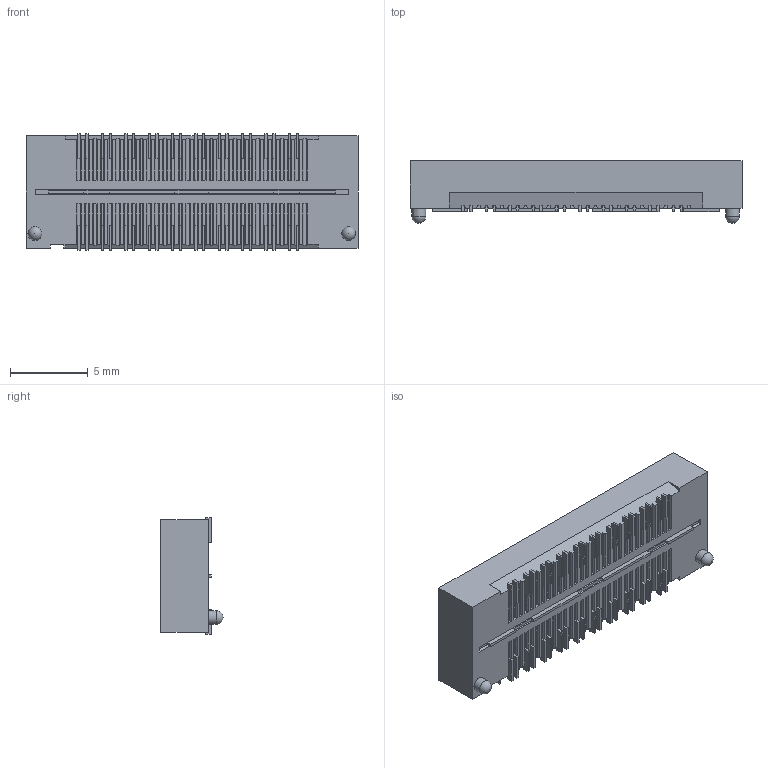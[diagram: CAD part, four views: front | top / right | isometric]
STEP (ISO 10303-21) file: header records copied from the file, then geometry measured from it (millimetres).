
FILE_DESCRIPTION(/* description */ ('STEP AP214'),/* implementation_level */ '2;1');
FILE_NAME(/* name */ 'QSH-020-01-L-D-DP-A',/* time_stamp */ '2024-04-10T02:16:47+02:00',/* author */ ('License CC BY-ND 4.0'),/* organization */ ('CADENAS'),/* preprocessor_version */ 'ST-DEVELOPER v19.3',/* originating_system */ 'PARTsolutions',/* authorisation */ ' ');
FILE_SCHEMA (('AUTOMOTIVE_DESIGN {1 0 10303 214 3 1 1}'));
Length unit declared in the file: inch
Products named in the file (4): QSH-020-01-L-D-DP-A; TQSH-020-01-D-DP-A_terminal; T-1G2-01-020; C-126-21-020-D-DP
Assembly tree (3 placements, depth 2):
  QSH-020-01-L-D-DP-A
    TQSH-020-01-D-DP-A_terminal
    T-1G2-01-020
    C-126-21-020-D-DP
Bounding box: 21.31 x 4 x 7.49 mm (x, y, z)
Volume: 286.3 mm3; surface area: 1465.7 mm2
Topology: 3 solids, 3 shells, 1472 faces, 4385 edges, 2924 vertices
Faces by surface type: plane 1300, cylinder 170, sphere 2
Full cylindrical faces by diameter (mm): 0.889 x2
Entity records: 48715 total; most frequent: CARTESIAN_POINT 8769, ORIENTED_EDGE 8750, DIRECTION 7667, EDGE_CURVE 4375, LINE 4035, VECTOR 4035, VERTEX_POINT 2918, AXIS2_PLACEMENT_3D 1816
